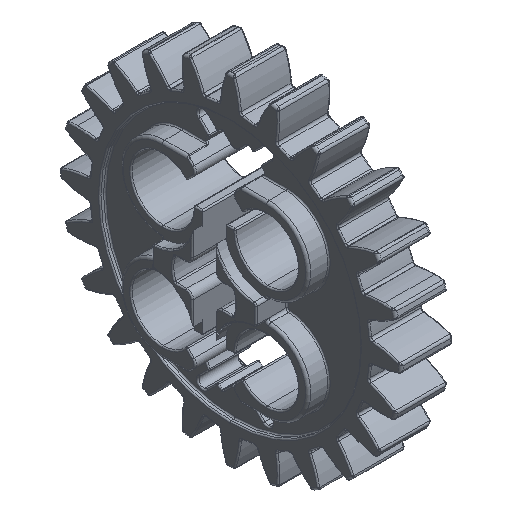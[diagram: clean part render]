
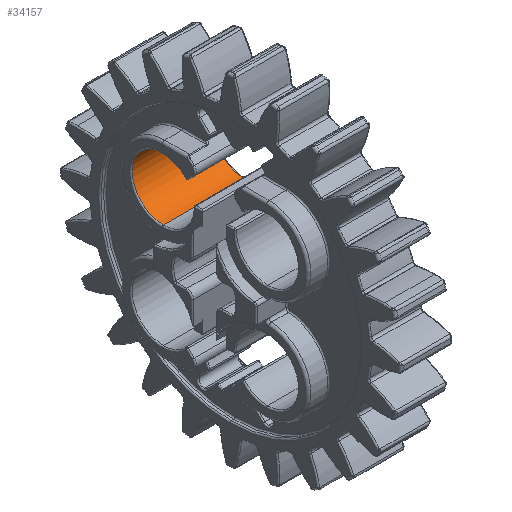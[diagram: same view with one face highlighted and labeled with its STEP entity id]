
A CAD part, isometric view. The second image highlights one B-rep face of the part: STEP entity #34157.
In plain terms, the highlighted cylindrical face has radius 2.4 mm (diameter 4.8 mm), a partial arc.
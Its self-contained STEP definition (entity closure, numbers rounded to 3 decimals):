
#575 = DIRECTION ( 'NONE',  ( 1., 0., 0. ) ) ;
#618 = ORIENTED_EDGE ( 'NONE', *, *, #17014, .T. ) ;
#891 = VERTEX_POINT ( 'NONE', #22638 ) ;
#902 = ORIENTED_EDGE ( 'NONE', *, *, #7686, .T. ) ;
#1338 = CYLINDRICAL_SURFACE ( 'NONE', #22509, 2.4 ) ;
#3079 = EDGE_CURVE ( 'NONE', #34617, #891, #18944, .T. ) ;
#3481 = CARTESIAN_POINT ( 'NONE',  ( 3.1, 4., 4. ) ) ;
#6106 = ORIENTED_EDGE ( 'NONE', *, *, #11431, .T. ) ;
#6126 = DIRECTION ( 'NONE',  ( 0., 0., 1. ) ) ;
#7686 = EDGE_CURVE ( 'NONE', #26987, #30608, #11890, .T. ) ;
#8233 = AXIS2_PLACEMENT_3D ( 'NONE', #17512, #29130, #6126 ) ;
#9283 = DIRECTION ( 'NONE',  ( 0., 0., 1. ) ) ;
#9666 = CARTESIAN_POINT ( 'NONE',  ( 3.1, 4., 1.6 ) ) ;
#9704 = DIRECTION ( 'NONE',  ( 1., 0., 0. ) ) ;
#11290 = VECTOR ( 'NONE', #20416, 1000. ) ;
#11431 = EDGE_CURVE ( 'NONE', #34617, #26987, #31981, .T. ) ;
#11890 = LINE ( 'NONE', #22394, #16807 ) ;
#14696 = CARTESIAN_POINT ( 'NONE',  ( -3.1, 4., 1.6 ) ) ;
#16807 = VECTOR ( 'NONE', #33904, 1000. ) ;
#17014 = EDGE_CURVE ( 'NONE', #30608, #891, #24053, .T. ) ;
#17487 = FACE_OUTER_BOUND ( 'NONE', #20406, .T. ) ;
#17512 = CARTESIAN_POINT ( 'NONE',  ( -3.1, 4., 4. ) ) ;
#18850 = DIRECTION ( 'NONE',  ( 0., 0., -1. ) ) ;
#18944 = LINE ( 'NONE', #28642, #11290 ) ;
#20406 = EDGE_LOOP ( 'NONE', ( #26485, #6106, #902, #618 ) ) ;
#20416 = DIRECTION ( 'NONE',  ( 1., 0., 0. ) ) ;
#22394 = CARTESIAN_POINT ( 'NONE',  ( -4., 4., 1.6 ) ) ;
#22509 = AXIS2_PLACEMENT_3D ( 'NONE', #24262, #9704, #18850 ) ;
#22638 = CARTESIAN_POINT ( 'NONE',  ( 3.1, 4., 6.4 ) ) ;
#24053 = CIRCLE ( 'NONE', #29018, 2.4 ) ;
#24262 = CARTESIAN_POINT ( 'NONE',  ( -4., 4., 4. ) ) ;
#26485 = ORIENTED_EDGE ( 'NONE', *, *, #3079, .F. ) ;
#26987 = VERTEX_POINT ( 'NONE', #14696 ) ;
#28642 = CARTESIAN_POINT ( 'NONE',  ( -4., 4., 6.4 ) ) ;
#29018 = AXIS2_PLACEMENT_3D ( 'NONE', #3481, #575, #9283 ) ;
#29130 = DIRECTION ( 'NONE',  ( -1., 0., 0. ) ) ;
#29691 = CARTESIAN_POINT ( 'NONE',  ( -3.1, 4., 6.4 ) ) ;
#30608 = VERTEX_POINT ( 'NONE', #9666 ) ;
#31981 = CIRCLE ( 'NONE', #8233, 2.4 ) ;
#33904 = DIRECTION ( 'NONE',  ( 1., 0., 0. ) ) ;
#34157 = ADVANCED_FACE ( 'NONE', ( #17487 ), #1338, .F. ) ;
#34617 = VERTEX_POINT ( 'NONE', #29691 ) ;
